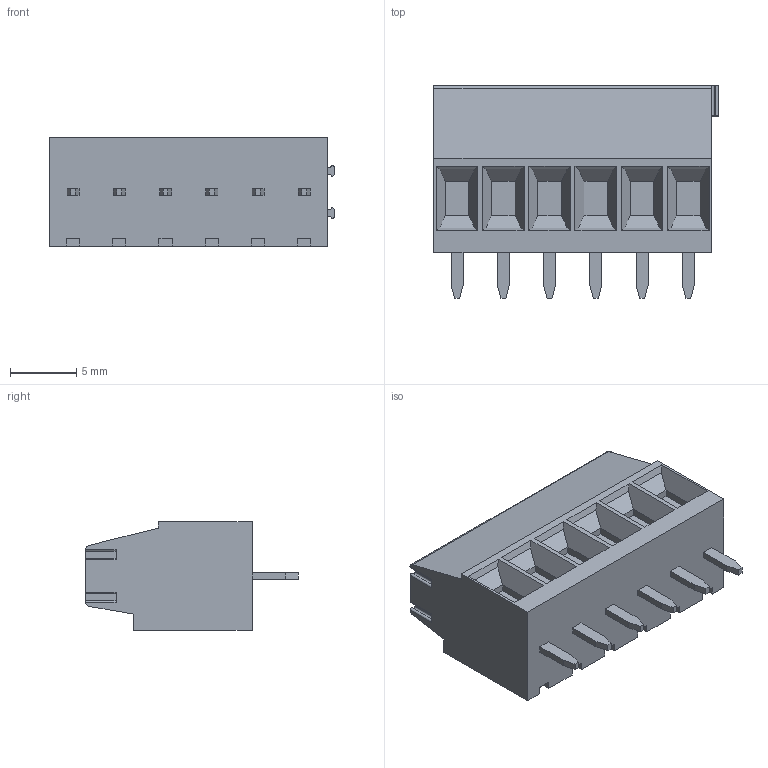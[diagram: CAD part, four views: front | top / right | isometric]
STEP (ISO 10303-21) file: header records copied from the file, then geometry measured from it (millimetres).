
FILE_DESCRIPTION(('STEP AP214'),'1');
FILE_NAME('MVS136-3,5-V.stp','2018-07-13T07:31:37',(' '),(' '),'Spatial InterOp 3D',' ',' ');
FILE_SCHEMA(('automotive_design'));
Length unit declared in the file: metre
Products named in the file (1): 1
Bounding box: 21.5 x 16.1 x 8.2 mm (x, y, z)
Volume: 1723 mm3; surface area: 1527.4 mm2
Topology: 1 solids, 1 shells, 394 faces, 1104 edges, 724 vertices
Faces by surface type: plane 322, cylinder 60, cone 6, torus 6
Full cylindrical faces by diameter (mm): 2 x6, 2.1 x6, 2.8 x6, 3 x6
Entity records: 15665 total; most frequent: CARTESIAN_POINT 2421, ORIENTED_EDGE 2100, DIRECTION 2014, EDGE_CURVE 1050, LINE 800, VECTOR 800, VERTEX_POINT 706, AXIS2_PLACEMENT_3D 607
